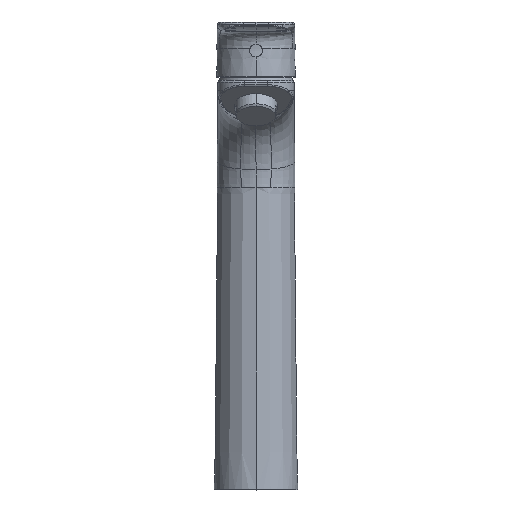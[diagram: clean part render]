
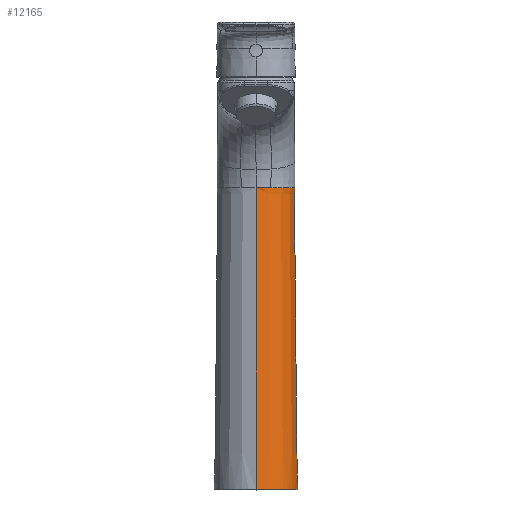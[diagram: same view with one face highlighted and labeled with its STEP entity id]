
A CAD part, top view. The second image highlights one B-rep face of the part: STEP entity #12165.
In plain terms, the highlighted conical face has half-angle 0.533 degrees and reference radius 23.497 mm.
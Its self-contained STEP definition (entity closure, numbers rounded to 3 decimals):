
#96 = CIRCLE ( 'NONE', #11251, 23.497 ) ;
#216 = VERTEX_POINT ( 'NONE', #11842 ) ;
#420 = CARTESIAN_POINT ( 'NONE',  ( 0.264, 170.029, 21.918 ) ) ;
#483 = CARTESIAN_POINT ( 'NONE',  ( 10.403, 170.028, 19.41 ) ) ;
#565 = VECTOR ( 'NONE', #2879, 1000. ) ;
#619 = CARTESIAN_POINT ( 'NONE',  ( 0.984, 170.031, 21.898 ) ) ;
#1072 = CARTESIAN_POINT ( 'NONE',  ( 22.433, 114.571, 0. ) ) ;
#1130 = ORIENTED_EDGE ( 'NONE', *, *, #7854, .T. ) ;
#1375 = DIRECTION ( 'NONE',  ( 0., -1., 0.009 ) ) ;
#1534 = ORIENTED_EDGE ( 'NONE', *, *, #11704, .T. ) ;
#1610 = CARTESIAN_POINT ( 'NONE',  ( 8.419, 170.028, 20.235 ) ) ;
#1713 = CARTESIAN_POINT ( 'NONE',  ( 7.524, 170.029, 20.598 ) ) ;
#1721 = CARTESIAN_POINT ( 'NONE',  ( 12.265, 170.028, 18.291 ) ) ;
#1759 = CARTESIAN_POINT ( 'NONE',  ( 4.321, 170.037, 21.487 ) ) ;
#1805 = VERTEX_POINT ( 'NONE', #14937 ) ;
#1809 = CARTESIAN_POINT ( 'NONE',  ( 5.257, 170.035, 21.279 ) ) ;
#1837 = CARTESIAN_POINT ( 'NONE',  ( 0., 0.303, 0. ) ) ;
#1855 = CARTESIAN_POINT ( 'NONE',  ( 2.675, 170.037, 21.753 ) ) ;
#2073 = EDGE_CURVE ( 'NONE', #13550, #5818, #15781, .T. ) ;
#2216 = CARTESIAN_POINT ( 'NONE',  ( 0., 228.84, -21.37 ) ) ;
#2516 = B_SPLINE_CURVE_WITH_KNOTS ( 'NONE', 3,
 ( #4136, #15224, #12728, #7885, #14039, #4035, #7838, #1721, #483, #1610 ),
 .UNSPECIFIED., .F., .F.,
 ( 4, 2, 2, 2, 4 ),
 ( 0., 0.25, 0.5, 0.75, 1. ),
 .UNSPECIFIED. ) ;
#2652 = EDGE_CURVE ( 'NONE', #216, #15609, #13065, .T. ) ;
#2685 = ORIENTED_EDGE ( 'NONE', *, *, #2652, .T. ) ;
#2879 = DIRECTION ( 'NONE',  ( 0., -1., -0.009 ) ) ;
#2934 = ORIENTED_EDGE ( 'NONE', *, *, #15209, .T. ) ;
#2944 = CARTESIAN_POINT ( 'NONE',  ( 2.969, 170.038, 21.716 ) ) ;
#3086 = CARTESIAN_POINT ( 'NONE',  ( 2.524, 170.036, 21.772 ) ) ;
#3119 = DIRECTION ( 'NONE',  ( 0., 1., 0. ) ) ;
#3219 = CARTESIAN_POINT ( 'NONE',  ( 0., 228.84, 0. ) ) ;
#3690 = EDGE_CURVE ( 'NONE', #1805, #10107, #8423, .T. ) ;
#3723 = CIRCLE ( 'NONE', #4323, 21.37 ) ;
#3839 = VECTOR ( 'NONE', #12195, 1000. ) ;
#4035 = CARTESIAN_POINT ( 'NONE',  ( 17.041, 170.028, 13.95 ) ) ;
#4048 = EDGE_CURVE ( 'NONE', #10107, #10664, #9589, .T. ) ;
#4073 = CARTESIAN_POINT ( 'NONE',  ( 8.419, 170.028, 20.235 ) ) ;
#4094 = EDGE_LOOP ( 'NONE', ( #2685, #6171, #2934, #6218, #6495, #1130, #6758, #11859, #1534 ) ) ;
#4126 = CARTESIAN_POINT ( 'NONE',  ( 2.17, 170.035, 21.809 ) ) ;
#4136 = CARTESIAN_POINT ( 'NONE',  ( 21.917, 170.028, 0. ) ) ;
#4308 = CARTESIAN_POINT ( 'NONE',  ( 0., 0.303, 0. ) ) ;
#4323 = AXIS2_PLACEMENT_3D ( 'NONE', #3219, #8167, #13046 ) ;
#5416 = CARTESIAN_POINT ( 'NONE',  ( 4.403, 170.037, 21.47 ) ) ;
#5469 = CARTESIAN_POINT ( 'NONE',  ( 4.907, 170.036, 21.361 ) ) ;
#5515 = CARTESIAN_POINT ( 'NONE',  ( 3.69, 170.038, 21.607 ) ) ;
#5567 = CARTESIAN_POINT ( 'NONE',  ( 2.18, 170.035, 21.808 ) ) ;
#5781 = DIRECTION ( 'NONE',  ( 0., 0., 1. ) ) ;
#5818 = VERTEX_POINT ( 'NONE', #14695 ) ;
#6171 = ORIENTED_EDGE ( 'NONE', *, *, #11100, .T. ) ;
#6218 = ORIENTED_EDGE ( 'NONE', *, *, #10684, .T. ) ;
#6315 = CARTESIAN_POINT ( 'NONE',  ( 0., 0.303, 23.497 ) ) ;
#6495 = ORIENTED_EDGE ( 'NONE', *, *, #2073, .F. ) ;
#6582 = CARTESIAN_POINT ( 'NONE',  ( 2.343, 170.036, 21.792 ) ) ;
#6725 = LINE ( 'NONE', #6315, #12554 ) ;
#6733 = CARTESIAN_POINT ( 'NONE',  ( 3.156, 170.038, 21.689 ) ) ;
#6758 = ORIENTED_EDGE ( 'NONE', *, *, #3690, .T. ) ;
#7612 = CARTESIAN_POINT ( 'NONE',  ( 8.047, 170.028, 20.39 ) ) ;
#7770 = CARTESIAN_POINT ( 'NONE',  ( 2.25, 170.036, 21.801 ) ) ;
#7838 = CARTESIAN_POINT ( 'NONE',  ( 15.584, 170.028, 15.56 ) ) ;
#7840 = CARTESIAN_POINT ( 'NONE',  ( 21.779, 184.896, 0. ) ) ;
#7854 = EDGE_CURVE ( 'NONE', #13550, #1805, #3723, .T. ) ;
#7879 = CARTESIAN_POINT ( 'NONE',  ( 1.496, 170.033, 21.876 ) ) ;
#7885 = CARTESIAN_POINT ( 'NONE',  ( 20.353, 170.028, 8.41 ) ) ;
#7974 = CARTESIAN_POINT ( 'NONE',  ( 2.163, 170.035, 21.81 ) ) ;
#8003 = DIRECTION ( 'NONE',  ( 0., 0., -1. ) ) ;
#8065 = DIRECTION ( 'NONE',  ( 0., 0., 1. ) ) ;
#8107 = DIRECTION ( 'NONE',  ( 0., -1., 0. ) ) ;
#8167 = DIRECTION ( 'NONE',  ( 0., -1., 0. ) ) ;
#8214 = CARTESIAN_POINT ( 'NONE',  ( 21.917, 170.028, 0. ) ) ;
#8244 = FACE_OUTER_BOUND ( 'NONE', #4094, .T. ) ;
#8423 = LINE ( 'NONE', #1072, #9220 ) ;
#8547 = CARTESIAN_POINT ( 'NONE',  ( 0.161, 0.303, 23.497 ) ) ;
#9038 = CARTESIAN_POINT ( 'NONE',  ( 0.056, 170.028, 21.917 ) ) ;
#9087 = CARTESIAN_POINT ( 'NONE',  ( 6.115, 170.032, 21.051 ) ) ;
#9220 = VECTOR ( 'NONE', #12196, 1000. ) ;
#9417 = CONICAL_SURFACE ( 'NONE', #9729, 23.497, 0.009 ) ;
#9568 = CARTESIAN_POINT ( 'NONE',  ( 0., 0.303, 0. ) ) ;
#9589 = LINE ( 'NONE', #14622, #3839 ) ;
#9729 = AXIS2_PLACEMENT_3D ( 'NONE', #1837, #8107, #8003 ) ;
#9923 = AXIS2_PLACEMENT_3D ( 'NONE', #9568, #12125, #5781 ) ;
#9951 = VERTEX_POINT ( 'NONE', #8547 ) ;
#10070 = VERTEX_POINT ( 'NONE', #12456 ) ;
#10107 = VERTEX_POINT ( 'NONE', #7840 ) ;
#10160 = CARTESIAN_POINT ( 'NONE',  ( 0., 0.303, -23.497 ) ) ;
#10240 = CIRCLE ( 'NONE', #9923, 23.497 ) ;
#10331 = CARTESIAN_POINT ( 'NONE',  ( 5.479, 170.034, 21.222 ) ) ;
#10375 = CARTESIAN_POINT ( 'NONE',  ( 4.728, 170.036, 21.401 ) ) ;
#10423 = CARTESIAN_POINT ( 'NONE',  ( 2.204, 170.035, 21.806 ) ) ;
#10470 = CARTESIAN_POINT ( 'NONE',  ( 6.498, 170.031, 20.935 ) ) ;
#10664 = VERTEX_POINT ( 'NONE', #8214 ) ;
#10684 = EDGE_CURVE ( 'NONE', #9951, #5818, #10240, .T. ) ;
#11100 = EDGE_CURVE ( 'NONE', #15609, #10070, #6725, .T. ) ;
#11251 = AXIS2_PLACEMENT_3D ( 'NONE', #4308, #3119, #8065 ) ;
#11580 = CARTESIAN_POINT ( 'NONE',  ( 4.513, 170.037, 21.447 ) ) ;
#11630 = CARTESIAN_POINT ( 'NONE',  ( 0., 170.028, 21.917 ) ) ;
#11704 = EDGE_CURVE ( 'NONE', #10664, #216, #2516, .T. ) ;
#11842 = CARTESIAN_POINT ( 'NONE',  ( 8.419, 170.028, 20.235 ) ) ;
#11843 = CARTESIAN_POINT ( 'NONE',  ( 0., 170.028, 21.917 ) ) ;
#11859 = ORIENTED_EDGE ( 'NONE', *, *, #4048, .T. ) ;
#12125 = DIRECTION ( 'NONE',  ( 0., 1., 0. ) ) ;
#12165 = ADVANCED_FACE ( 'NONE', ( #8244 ), #9417, .T. ) ;
#12195 = DIRECTION ( 'NONE',  ( 0.009, -1., 0. ) ) ;
#12196 = DIRECTION ( 'NONE',  ( 0.009, -1., 0. ) ) ;
#12456 = CARTESIAN_POINT ( 'NONE',  ( 0., 0.303, 23.497 ) ) ;
#12554 = VECTOR ( 'NONE', #1375, 1000. ) ;
#12728 = CARTESIAN_POINT ( 'NONE',  ( 21.599, 170.028, 4.297 ) ) ;
#12820 = CARTESIAN_POINT ( 'NONE',  ( 2.162, 170.035, 21.81 ) ) ;
#12916 = CARTESIAN_POINT ( 'NONE',  ( 4.348, 170.037, 21.481 ) ) ;
#13046 = DIRECTION ( 'NONE',  ( 0., 0., 1. ) ) ;
#13065 = B_SPLINE_CURVE_WITH_KNOTS ( 'NONE', 3,
 ( #4073, #7612, #1713, #10470, #9087, #10331, #1809, #5469, #10375, #11580, #5416, #12916, #1759, #14030, #14126, #14083, #15259, #5515, #6733, #2944, #1855, #3086, #6582, #7770, #10423, #5567, #4126, #7974, #12820, #7879, #619, #420, #9038, #11630 ),
 .UNSPECIFIED., .F., .F.,
 ( 4, 2, 2, 2, 1, 1, 1, 1, 1, 2, 2, 2, 2, 1, 1, 1, 1, 1, 2, 2, 2, 4 ),
 ( 0., 0.25, 0.375, 0.438, 0.469, 0.484, 0.492, 0.496, 0.498, 0.499, 0.5, 0.625, 0.688, 0.719, 0.734, 0.742, 0.746, 0.748, 0.749, 0.75, 0.875, 1. ),
 .UNSPECIFIED. ) ;
#13550 = VERTEX_POINT ( 'NONE', #2216 ) ;
#14030 = CARTESIAN_POINT ( 'NONE',  ( 4.309, 170.037, 21.489 ) ) ;
#14039 = CARTESIAN_POINT ( 'NONE',  ( 19.425, 170.028, 10.374 ) ) ;
#14083 = CARTESIAN_POINT ( 'NONE',  ( 4.295, 170.037, 21.492 ) ) ;
#14126 = CARTESIAN_POINT ( 'NONE',  ( 4.301, 170.037, 21.491 ) ) ;
#14622 = CARTESIAN_POINT ( 'NONE',  ( 22.433, 114.571, 0. ) ) ;
#14695 = CARTESIAN_POINT ( 'NONE',  ( 0., 0.303, -23.497 ) ) ;
#14937 = CARTESIAN_POINT ( 'NONE',  ( 21.37, 228.84, 0. ) ) ;
#15209 = EDGE_CURVE ( 'NONE', #10070, #9951, #96, .T. ) ;
#15224 = CARTESIAN_POINT ( 'NONE',  ( 21.917, 170.028, 2.149 ) ) ;
#15259 = CARTESIAN_POINT ( 'NONE',  ( 4.01, 170.038, 21.549 ) ) ;
#15609 = VERTEX_POINT ( 'NONE', #11843 ) ;
#15781 = LINE ( 'NONE', #10160, #565 ) ;
